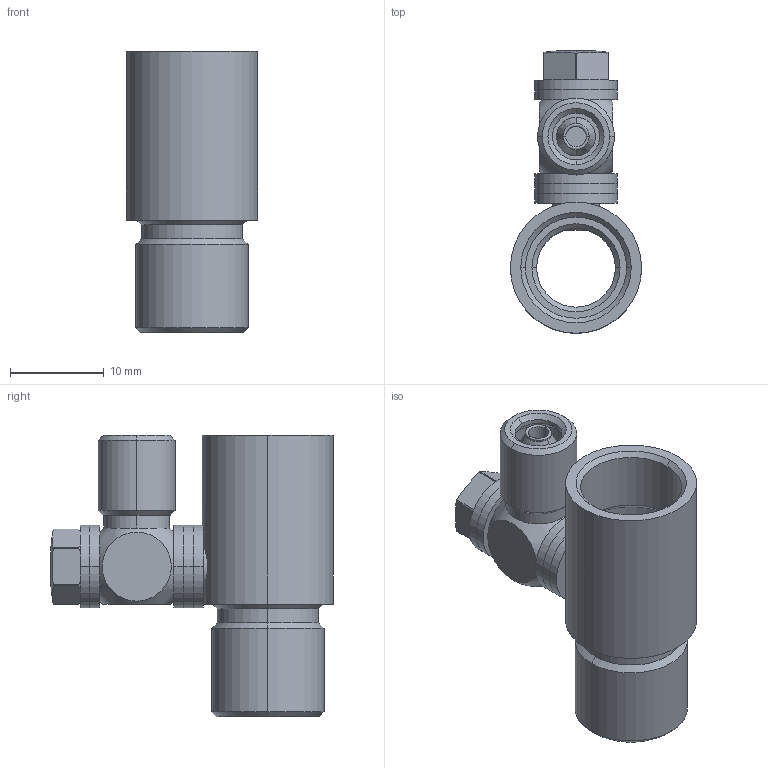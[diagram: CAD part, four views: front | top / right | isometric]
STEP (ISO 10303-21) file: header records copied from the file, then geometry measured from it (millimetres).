
FILE_DESCRIPTION (( 'STEP AP214' ), '1' );
FILE_NAME ('ACCSAP - Air purge collar nc fxtb.STEP', '2022-02-21T12:45:09', ( '' ), ( '' ), 'SwSTEP 2.0', 'SolidWorks 2021', '' );
FILE_SCHEMA (( 'AUTOMOTIVE_DESIGN' ));
Length unit declared in the file: inch
Products named in the file (1): ACCSAP - Air purge collar nc fxtb
Bounding box: 14 x 30.2 x 30 mm (x, y, z)
Volume: 3156.7 mm3; surface area: 4187.4 mm2
Topology: 7 solids, 7 shells, 151 faces, 342 edges, 213 vertices
Faces by surface type: cylinder 65, cone 39, plane 33, bspline 14
Entity records: 5681 total; most frequent: CARTESIAN_POINT 2148, DIRECTION 756, ORIENTED_EDGE 680, EDGE_CURVE 340, AXIS2_PLACEMENT_3D 322, VERTEX_POINT 213, CIRCLE 184, EDGE_LOOP 177
